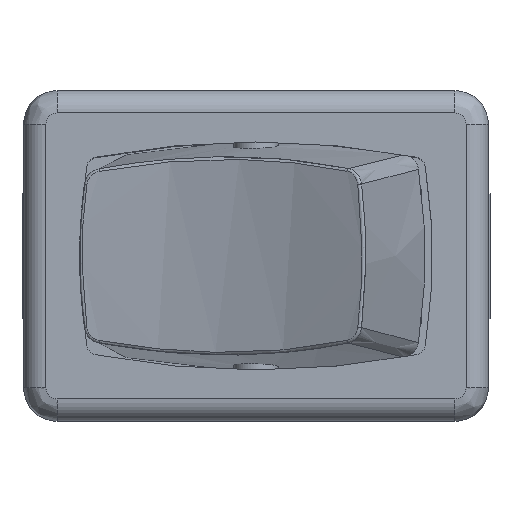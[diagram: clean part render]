
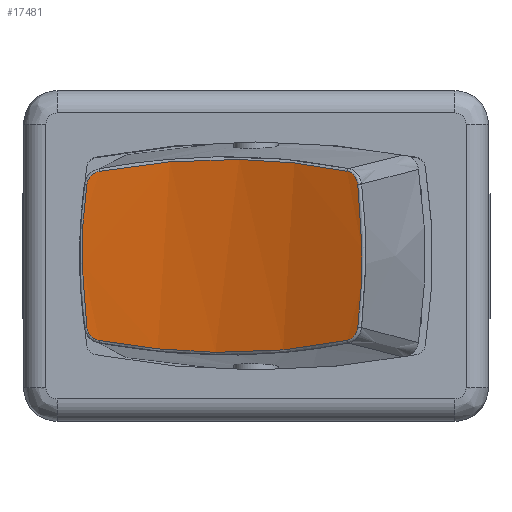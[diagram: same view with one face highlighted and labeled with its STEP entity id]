
A CAD part, top view. The second image highlights one B-rep face of the part: STEP entity #17481.
In plain terms, the highlighted cylindrical face has radius 27 mm (diameter 54 mm), a partial arc.
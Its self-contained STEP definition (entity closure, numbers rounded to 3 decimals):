
#27=ELLIPSE('',#18185,20.687,17.917);
#29=ELLIPSE('',#18189,20.687,17.917);
#75=CYLINDRICAL_SURFACE('',#18188,27.);
#869=B_SPLINE_CURVE_WITH_KNOTS('',3,(#29734,#29735,#29736,#29737,#29738),
 .UNSPECIFIED.,.F.,.F.,(4,1,4),(0.,0.043,
0.087),.UNSPECIFIED.);
#874=B_SPLINE_CURVE_WITH_KNOTS('',3,(#29817,#29818,#29819,#29820,#29821),
 .UNSPECIFIED.,.F.,.F.,(4,1,4),(0.145,0.65,1.322),
 .UNSPECIFIED.);
#875=B_SPLINE_CURVE_WITH_KNOTS('',3,(#29823,#29824,#29825,#29826,#29827),
 .UNSPECIFIED.,.F.,.F.,(4,1,4),(0.,0.043,0.087),
 .UNSPECIFIED.);
#876=B_SPLINE_CURVE_WITH_KNOTS('',3,(#29831,#29832,#29833,#29834,#29835),
 .UNSPECIFIED.,.F.,.F.,(4,1,4),(0.,0.043,
0.087),.UNSPECIFIED.);
#877=B_SPLINE_CURVE_WITH_KNOTS('',3,(#29837,#29838,#29839,#29840,#29841),
 .UNSPECIFIED.,.F.,.F.,(4,1,4),(0.145,0.65,1.322),
 .UNSPECIFIED.);
#878=B_SPLINE_CURVE_WITH_KNOTS('',3,(#29842,#29843,#29844,#29845,#29846),
 .UNSPECIFIED.,.F.,.F.,(4,1,4),(0.,0.043,0.087),
 .UNSPECIFIED.);
#2011=FACE_OUTER_BOUND('',#2982,.T.);
#2982=EDGE_LOOP('',(#14855,#14856,#14857,#14858,#14859,#14860,#14861,#14862));
#7896=VERTEX_POINT('',#29731);
#7897=VERTEX_POINT('',#29733);
#7901=VERTEX_POINT('',#29810);
#7903=VERTEX_POINT('',#29816);
#7904=VERTEX_POINT('',#29822);
#7905=VERTEX_POINT('',#29828);
#7906=VERTEX_POINT('',#29830);
#7907=VERTEX_POINT('',#29836);
#10232=EDGE_CURVE('',#7896,#7897,#869,.T.);
#10238=EDGE_CURVE('',#7897,#7901,#27,.T.);
#10241=EDGE_CURVE('',#7903,#7896,#874,.T.);
#10242=EDGE_CURVE('',#7904,#7903,#875,.T.);
#10243=EDGE_CURVE('',#7905,#7904,#29,.T.);
#10244=EDGE_CURVE('',#7906,#7905,#876,.T.);
#10245=EDGE_CURVE('',#7907,#7906,#877,.T.);
#10246=EDGE_CURVE('',#7901,#7907,#878,.T.);
#14855=ORIENTED_EDGE('',*,*,#10232,.F.);
#14856=ORIENTED_EDGE('',*,*,#10241,.F.);
#14857=ORIENTED_EDGE('',*,*,#10242,.F.);
#14858=ORIENTED_EDGE('',*,*,#10243,.F.);
#14859=ORIENTED_EDGE('',*,*,#10244,.F.);
#14860=ORIENTED_EDGE('',*,*,#10245,.F.);
#14861=ORIENTED_EDGE('',*,*,#10246,.F.);
#14862=ORIENTED_EDGE('',*,*,#10238,.F.);
#17481=ADVANCED_FACE('',(#2011),#75,.F.);
#18185=AXIS2_PLACEMENT_3D('',#29811,#21072,#21073);
#18188=AXIS2_PLACEMENT_3D('',#29815,#21078,#21079);
#18189=AXIS2_PLACEMENT_3D('',#29829,#21080,#21081);
#21072=DIRECTION('center_axis',(0.509,0.,-0.861));
#21073=DIRECTION('ref_axis',(0.,1.,0.));
#21078=DIRECTION('center_axis',(0.,-1.,0.));
#21079=DIRECTION('ref_axis',(-0.527,0.,0.85));
#21080=DIRECTION('center_axis',(0.06,0.,-0.998));
#21081=DIRECTION('ref_axis',(0.,1.,0.));
#29731=CARTESIAN_POINT('',(4.069,3.787,19.552));
#29733=CARTESIAN_POINT('',(4.556,3.198,19.833));
#29734=CARTESIAN_POINT('Ctrl Pts',(4.069,3.787,19.552));
#29735=CARTESIAN_POINT('Ctrl Pts',(4.192,3.761,19.622));
#29736=CARTESIAN_POINT('Ctrl Pts',(4.424,3.617,19.755));
#29737=CARTESIAN_POINT('Ctrl Pts',(4.539,3.341,19.823));
#29738=CARTESIAN_POINT('Ctrl Pts',(4.556,3.198,19.833));
#29810=CARTESIAN_POINT('',(4.556,-3.198,19.833));
#29811=CARTESIAN_POINT('Origin',(-10.684,0.,
10.828));
#29815=CARTESIAN_POINT('Origin',(-9.18,0.,
43.078));
#29816=CARTESIAN_POINT('',(-7.009,3.787,16.165));
#29817=CARTESIAN_POINT('Ctrl Pts',(-7.009,3.787,16.165));
#29818=CARTESIAN_POINT('Ctrl Pts',(-5.365,4.086,16.298));
#29819=CARTESIAN_POINT('Ctrl Pts',(-1.5,4.505,16.967));
#29820=CARTESIAN_POINT('Ctrl Pts',(2.152,4.186,18.473));
#29821=CARTESIAN_POINT('Ctrl Pts',(4.069,3.787,19.552));
#29822=CARTESIAN_POINT('',(-7.57,3.198,16.126));
#29823=CARTESIAN_POINT('Ctrl Pts',(-7.57,3.198,16.126));
#29824=CARTESIAN_POINT('Ctrl Pts',(-7.55,3.341,16.127));
#29825=CARTESIAN_POINT('Ctrl Pts',(-7.419,3.615,16.135));
#29826=CARTESIAN_POINT('Ctrl Pts',(-7.15,3.761,16.154));
#29827=CARTESIAN_POINT('Ctrl Pts',(-7.009,3.787,16.165));
#29828=CARTESIAN_POINT('',(-7.57,-3.198,16.126));
#29829=CARTESIAN_POINT('Origin',(10.1,0.,
17.182));
#29830=CARTESIAN_POINT('',(-7.009,-3.787,16.165));
#29831=CARTESIAN_POINT('Ctrl Pts',(-7.009,-3.787,
16.165));
#29832=CARTESIAN_POINT('Ctrl Pts',(-7.15,-3.761,
16.154));
#29833=CARTESIAN_POINT('Ctrl Pts',(-7.417,-3.617,
16.135));
#29834=CARTESIAN_POINT('Ctrl Pts',(-7.55,-3.341,
16.127));
#29835=CARTESIAN_POINT('Ctrl Pts',(-7.57,-3.198,
16.126));
#29836=CARTESIAN_POINT('',(4.069,-3.787,19.552));
#29837=CARTESIAN_POINT('Ctrl Pts',(4.069,-3.787,19.552));
#29838=CARTESIAN_POINT('Ctrl Pts',(2.632,-4.086,18.743));
#29839=CARTESIAN_POINT('Ctrl Pts',(-0.946,-4.505,
17.136));
#29840=CARTESIAN_POINT('Ctrl Pts',(-4.817,-4.186,16.342));
#29841=CARTESIAN_POINT('Ctrl Pts',(-7.009,-3.787,
16.165));
#29842=CARTESIAN_POINT('Ctrl Pts',(4.556,-3.198,19.833));
#29843=CARTESIAN_POINT('Ctrl Pts',(4.539,-3.341,19.823));
#29844=CARTESIAN_POINT('Ctrl Pts',(4.424,-3.617,19.755));
#29845=CARTESIAN_POINT('Ctrl Pts',(4.192,-3.761,19.622));
#29846=CARTESIAN_POINT('Ctrl Pts',(4.069,-3.787,19.552));
